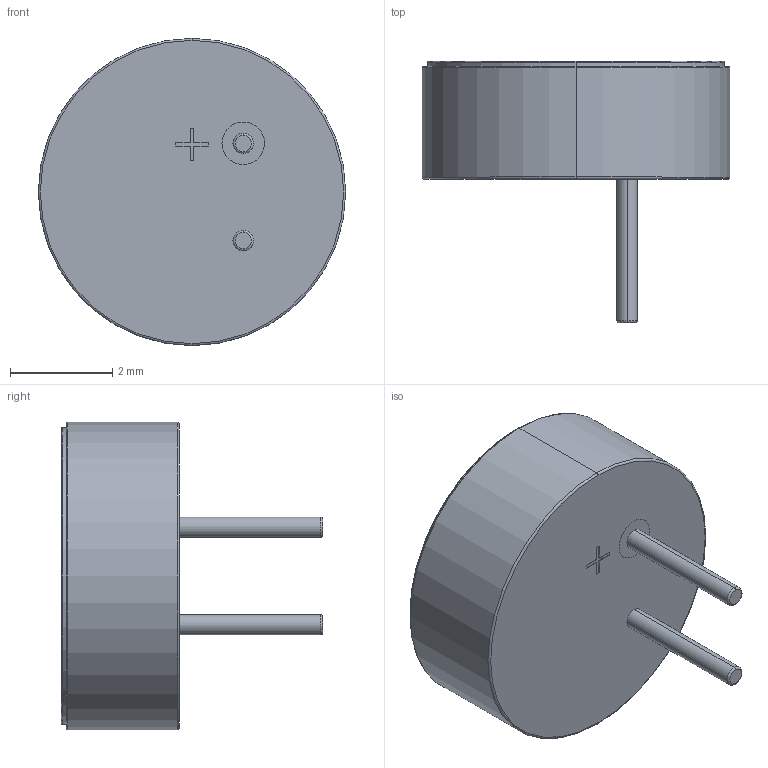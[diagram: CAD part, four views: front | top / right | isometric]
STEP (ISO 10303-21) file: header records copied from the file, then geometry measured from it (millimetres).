
FILE_DESCRIPTION (( 'STEP AP214' ), '1' );
FILE_NAME ('ßäÍ·.STEP', '2023-04-12T15:04:20', ( '' ), ( '' ), 'SwSTEP 2.0', 'SolidWorks 2022', '' );
FILE_SCHEMA (( 'AUTOMOTIVE_DESIGN' ));
Length unit declared in the file: millimetre
Products named in the file (1): 咪头
Bounding box: 6 x 5.1 x 6 mm (x, y, z)
Volume: 65.5 mm3; surface area: 159.6 mm2
Topology: 4 solids, 4 shells, 40 faces, 82 edges, 52 vertices
Faces by surface type: plane 22, torus 10, cylinder 8
Entity records: 1575 total; most frequent: DIRECTION 198, CARTESIAN_POINT 195, ORIENTED_EDGE 164, EDGE_CURVE 82, AXIS2_PLACEMENT_3D 77, VERTEX_POINT 52, UNCERTAINTY_MEASURE_WITH_UNIT 46, COLOUR_RGB 45
